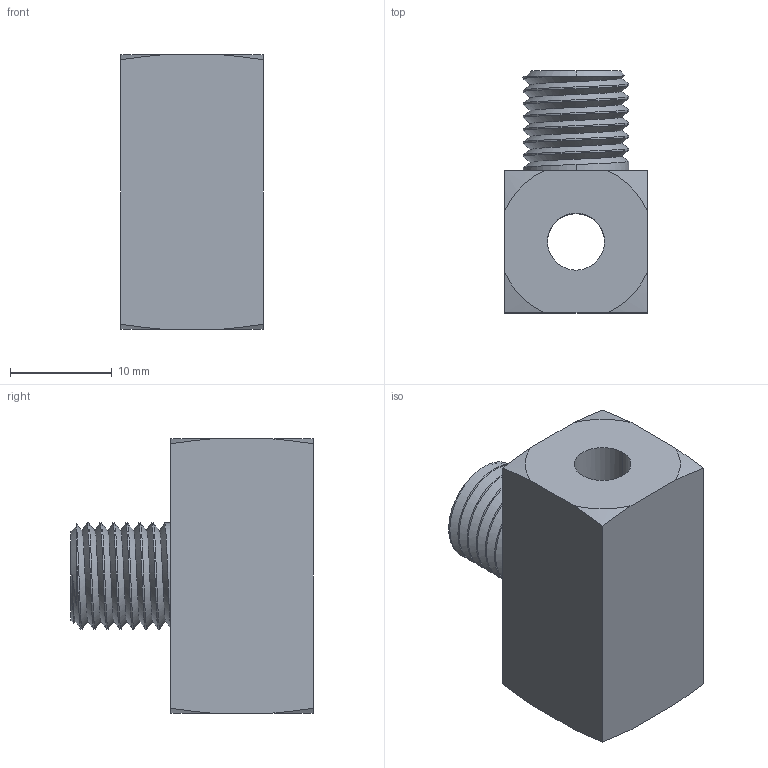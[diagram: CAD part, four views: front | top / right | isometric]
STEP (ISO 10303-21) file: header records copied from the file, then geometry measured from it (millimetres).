
FILE_DESCRIPTION (( 'STEP AP203' ), '1' );
FILE_NAME ('BFMT-18N.step', '2016-02-15T20:06:05', ( '' ), ( '' ), 'SwSTEP 2.0', 'SolidWorks 2015', '' );
FILE_SCHEMA (( 'CONFIG_CONTROL_DESIGN' ));
Length unit declared in the file: inch
Products named in the file (1): BFMT-18N
Bounding box: 13.97 x 23.79 x 26.92 mm (x, y, z)
Volume: 4966.8 mm3; surface area: 2964.8 mm2
Topology: 1 solids, 1 shells, 43 faces, 119 edges, 79 vertices
Faces by surface type: cylinder 19, plane 11, cone 10, bspline 3
Entity records: 2559 total; most frequent: CARTESIAN_POINT 1506, ORIENTED_EDGE 238, DIRECTION 168, EDGE_CURVE 119, VERTEX_POINT 79, AXIS2_PLACEMENT_3D 65, EDGE_LOOP 48, ADVANCED_FACE 43
